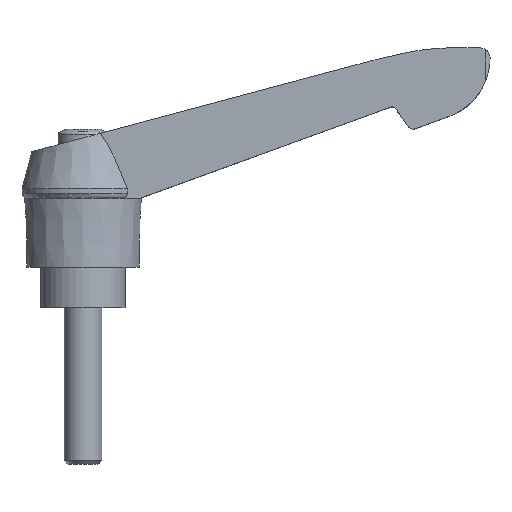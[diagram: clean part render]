
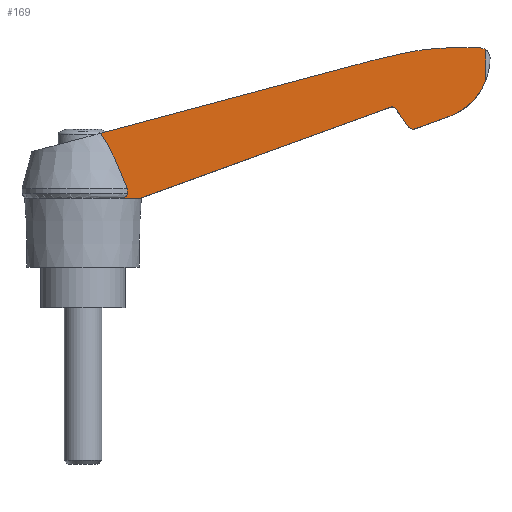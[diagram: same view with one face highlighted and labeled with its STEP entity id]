
A CAD part, top view. The second image highlights one B-rep face of the part: STEP entity #169.
In plain terms, the highlighted planar face has unit normal (0.034, 0, 0.999).
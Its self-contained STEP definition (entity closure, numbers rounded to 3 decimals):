
#169 = ADVANCED_FACE( '', ( #385 ), #386, .F. );
#385 = FACE_OUTER_BOUND( '', #651, .T. );
#386 = PLANE( '', #652 );
#651 = EDGE_LOOP( '', ( #1072, #1073, #1074, #1075, #1076, #1077, #1078, #1079, #1080, #1081, #1082, #1083, #1084, #1085, #1086, #1087 ) );
#652 = AXIS2_PLACEMENT_3D( '', #1088, #1089, #1090 );
#1072 = ORIENTED_EDGE( '', *, *, #1591, .F. );
#1073 = ORIENTED_EDGE( '', *, *, #1729, .T. );
#1074 = ORIENTED_EDGE( '', *, *, #1717, .F. );
#1075 = ORIENTED_EDGE( '', *, *, #1730, .F. );
#1076 = ORIENTED_EDGE( '', *, *, #1637, .T. );
#1077 = ORIENTED_EDGE( '', *, *, #1666, .F. );
#1078 = ORIENTED_EDGE( '', *, *, #1731, .F. );
#1079 = ORIENTED_EDGE( '', *, *, #1732, .F. );
#1080 = ORIENTED_EDGE( '', *, *, #1733, .F. );
#1081 = ORIENTED_EDGE( '', *, *, #1734, .F. );
#1082 = ORIENTED_EDGE( '', *, *, #1686, .F. );
#1083 = ORIENTED_EDGE( '', *, *, #1735, .F. );
#1084 = ORIENTED_EDGE( '', *, *, #1612, .F. );
#1085 = ORIENTED_EDGE( '', *, *, #1702, .F. );
#1086 = ORIENTED_EDGE( '', *, *, #1736, .F. );
#1087 = ORIENTED_EDGE( '', *, *, #1607, .F. );
#1088 = CARTESIAN_POINT( '', ( 0., 46.5, 6.943 ) );
#1089 = DIRECTION( '', ( -0.034, 0., -0.999 ) );
#1090 = DIRECTION( '', ( -0.999, 0., 0.034 ) );
#1591 = EDGE_CURVE( '', #1898, #1900, #1901, .T. );
#1607 = EDGE_CURVE( '', #1900, #1925, #1928, .T. );
#1612 = EDGE_CURVE( '', #1935, #1930, #1937, .T. );
#1637 = EDGE_CURVE( '', #1979, #1977, #1980, .T. );
#1666 = EDGE_CURVE( '', #2025, #1977, #2027, .T. );
#1686 = EDGE_CURVE( '', #2059, #2061, #2062, .T. );
#1702 = EDGE_CURVE( '', #2087, #1935, #2089, .T. );
#1717 = EDGE_CURVE( '', #2112, #2113, #2114, .T. );
#1729 = EDGE_CURVE( '', #1898, #2113, #2132, .T. );
#1730 = EDGE_CURVE( '', #1979, #2112, #2133, .T. );
#1731 = EDGE_CURVE( '', #2134, #2025, #2135, .T. );
#1732 = EDGE_CURVE( '', #2136, #2134, #2137, .T. );
#1733 = EDGE_CURVE( '', #2138, #2136, #2139, .T. );
#1734 = EDGE_CURVE( '', #2061, #2138, #2140, .T. );
#1735 = EDGE_CURVE( '', #1930, #2059, #2141, .T. );
#1736 = EDGE_CURVE( '', #1925, #2087, #2142, .T. );
#1898 = VERTEX_POINT( '', #2357 );
#1900 = VERTEX_POINT( '', #2359 );
#1901 = LINE( '', #2360, #2361 );
#1925 = VERTEX_POINT( '', #2392 );
#1928 = B_SPLINE_CURVE_WITH_KNOTS( '', 3, ( #2404, #2405, #2406, #2407, #2408, #2409, #2410, #2411, #2412, #2413, #2414, #2415 ), .UNSPECIFIED., .F., .F., ( 4, 2, 2, 2, 2, 4 ), ( 0., 0.002, 0.005, 0.007, 0.009, 0.01 ), .UNSPECIFIED. );
#1930 = VERTEX_POINT( '', #2417 );
#1935 = VERTEX_POINT( '', #2423 );
#1937 = ELLIPSE( '', #2426, 35.02, 35. );
#1977 = VERTEX_POINT( '', #2476 );
#1979 = VERTEX_POINT( '', #2479 );
#1980 = ELLIPSE( '', #2480, 0.7, 0.7 );
#2025 = VERTEX_POINT( '', #2547 );
#2027 = LINE( '', #2550, #2551 );
#2059 = VERTEX_POINT( '', #2601 );
#2061 = VERTEX_POINT( '', #2604 );
#2062 = ELLIPSE( '', #2605, 1.601, 1.6 );
#2087 = VERTEX_POINT( '', #2648 );
#2089 = ELLIPSE( '', #2651, 141.08, 141. );
#2112 = VERTEX_POINT( '', #2682 );
#2113 = VERTEX_POINT( '', #2683 );
#2114 = LINE( '', #2684, #2685 );
#2132 = B_SPLINE_CURVE_WITH_KNOTS( '', 3, ( #2722, #2723, #2724, #2725, #2726, #2727 ), .UNSPECIFIED., .F., .F., ( 4, 2, 4 ), ( 0., 0.001, 0.001 ), .UNSPECIFIED. );
#2133 = LINE( '', #2728, #2729 );
#2134 = VERTEX_POINT( '', #2730 );
#2135 = ELLIPSE( '', #2731, 1.001, 1. );
#2136 = VERTEX_POINT( '', #2732 );
#2137 = LINE( '', #2733, #2734 );
#2138 = VERTEX_POINT( '', #2735 );
#2139 = ELLIPSE( '', #2736, 10.006, 10. );
#2140 = LINE( '', #2737, #2738 );
#2141 = ELLIPSE( '', #2739, 35.02, 35. );
#2142 = LINE( '', #2740, #2741 );
#2357 = CARTESIAN_POINT( '', ( 7.079, 18.24, 6.704 ) );
#2359 = CARTESIAN_POINT( '', ( 7.079, 19., 6.704 ) );
#2360 = CARTESIAN_POINT( '', ( 7.079, 55.578, 6.704 ) );
#2361 = VECTOR( '', #3046, 1000. );
#2392 = CARTESIAN_POINT( '', ( 2.77, 27.859, 6.849 ) );
#2404 = CARTESIAN_POINT( '', ( 7.079, 19., 6.704 ) );
#2405 = CARTESIAN_POINT( '', ( 6.787, 19.77, 6.714 ) );
#2406 = CARTESIAN_POINT( '', ( 6.487, 20.537, 6.724 ) );
#2407 = CARTESIAN_POINT( '', ( 5.863, 22.061, 6.745 ) );
#2408 = CARTESIAN_POINT( '', ( 5.539, 22.819, 6.756 ) );
#2409 = CARTESIAN_POINT( '', ( 4.854, 24.317, 6.779 ) );
#2410 = CARTESIAN_POINT( '', ( 4.492, 25.057, 6.791 ) );
#2411 = CARTESIAN_POINT( '', ( 3.899, 26.141, 6.811 ) );
#2412 = CARTESIAN_POINT( '', ( 3.693, 26.497, 6.818 ) );
#2413 = CARTESIAN_POINT( '', ( 3.254, 27.194, 6.833 ) );
#2414 = CARTESIAN_POINT( '', ( 3.022, 27.535, 6.841 ) );
#2415 = CARTESIAN_POINT( '', ( 2.77, 27.859, 6.849 ) );
#2417 = CARTESIAN_POINT( '', ( 59.7, 41.5, 4.929 ) );
#2423 = CARTESIAN_POINT( '', ( 53., 41., 5.155 ) );
#2426 = AXIS2_PLACEMENT_3D( '', #3071, #3072, #3073 );
#2476 = CARTESIAN_POINT( '', ( 49.953, 31.781, 5.258 ) );
#2479 = CARTESIAN_POINT( '', ( 49.14, 32.037, 5.285 ) );
#2480 = AXIS2_PLACEMENT_3D( '', #3109, #3110, #3111 );
#2547 = CARTESIAN_POINT( '', ( 51.927, 28.962, 5.191 ) );
#2550 = CARTESIAN_POINT( '', ( 49.903, 31.852, 5.259 ) );
#2551 = VECTOR( '', #3147, 1000. );
#2601 = CARTESIAN_POINT( '', ( 63.6, 41.487, 4.797 ) );
#2604 = CARTESIAN_POINT( '', ( 64.324, 41.207, 4.773 ) );
#2605 = AXIS2_PLACEMENT_3D( '', #3170, #3171, #3172 );
#2648 = CARTESIAN_POINT( '', ( 43.4, 38.746, 5.479 ) );
#2651 = AXIS2_PLACEMENT_3D( '', #3186, #3187, #3188 );
#2682 = CARTESIAN_POINT( '', ( 9.2, 17.5, 6.633 ) );
#2683 = CARTESIAN_POINT( '', ( 6.456, 17.5, 6.725 ) );
#2684 = CARTESIAN_POINT( '', ( -0.095, 17.5, 6.946 ) );
#2685 = VECTOR( '', #3203, 1000. );
#2722 = CARTESIAN_POINT( '', ( 7.079, 18.24, 6.704 ) );
#2723 = CARTESIAN_POINT( '', ( 7.06, 18.071, 6.705 ) );
#2724 = CARTESIAN_POINT( '', ( 6.979, 17.916, 6.707 ) );
#2725 = CARTESIAN_POINT( '', ( 6.752, 17.666, 6.715 ) );
#2726 = CARTESIAN_POINT( '', ( 6.61, 17.571, 6.72 ) );
#2727 = CARTESIAN_POINT( '', ( 6.456, 17.5, 6.725 ) );
#2728 = CARTESIAN_POINT( '', ( 9.107, 17.466, 6.636 ) );
#2729 = VECTOR( '', #3220, 1000. );
#2730 = CARTESIAN_POINT( '', ( 53.088, 28.596, 5.152 ) );
#2731 = AXIS2_PLACEMENT_3D( '', #3221, #3222, #3223 );
#2732 = CARTESIAN_POINT( '', ( 57.9, 30.347, 4.99 ) );
#2733 = CARTESIAN_POINT( '', ( 52.951, 28.546, 5.156 ) );
#2734 = VECTOR( '', #3224, 1000. );
#2735 = CARTESIAN_POINT( '', ( 64.324, 36.302, 4.773 ) );
#2736 = AXIS2_PLACEMENT_3D( '', #3225, #3226, #3227 );
#2737 = CARTESIAN_POINT( '', ( 64.324, 46.5, 4.773 ) );
#2738 = VECTOR( '', #3228, 1000. );
#2739 = AXIS2_PLACEMENT_3D( '', #3229, #3230, #3231 );
#2740 = CARTESIAN_POINT( '', ( 43.266, 38.71, 5.483 ) );
#2741 = VECTOR( '', #3232, 1000. );
#3046 = DIRECTION( '', ( 0., 1., 0. ) );
#3071 = CARTESIAN_POINT( '', ( 58.943, 6.508, 4.954 ) );
#3072 = DIRECTION( '', ( -0.034, 0., -0.999 ) );
#3073 = DIRECTION( '', ( 0.999, 0., -0.034 ) );
#3109 = CARTESIAN_POINT( '', ( 49.38, 31.379, 5.277 ) );
#3110 = DIRECTION( '', ( -0.034, 0., -0.999 ) );
#3111 = DIRECTION( '', ( 0.999, 0., -0.034 ) );
#3147 = DIRECTION( '', ( -0.573, 0.819, 0.019 ) );
#3170 = CARTESIAN_POINT( '', ( 63.4, 39.9, 4.804 ) );
#3171 = DIRECTION( '', ( -0.034, 0., -0.999 ) );
#3172 = DIRECTION( '', ( 0.999, 0., -0.034 ) );
#3186 = CARTESIAN_POINT( '', ( 80.407, -97.311, 4.23 ) );
#3187 = DIRECTION( '', ( -0.034, 0., -0.999 ) );
#3188 = DIRECTION( '', ( 0.999, 0., -0.034 ) );
#3203 = DIRECTION( '', ( -0.999, 0., 0.034 ) );
#3220 = DIRECTION( '', ( -0.939, -0.342, 0.032 ) );
#3221 = CARTESIAN_POINT( '', ( 52.746, 29.535, 5.163 ) );
#3222 = DIRECTION( '', ( -0.034, 0., -0.999 ) );
#3223 = DIRECTION( '', ( 0.999, 0., -0.034 ) );
#3224 = DIRECTION( '', ( -0.939, -0.342, 0.032 ) );
#3225 = CARTESIAN_POINT( '', ( 55., 39.917, 5.087 ) );
#3226 = DIRECTION( '', ( -0.034, 0., -0.999 ) );
#3227 = DIRECTION( '', ( 0.999, 0., -0.034 ) );
#3228 = DIRECTION( '', ( 0., -1., 0. ) );
#3229 = CARTESIAN_POINT( '', ( 61.538, 6.548, 4.867 ) );
#3230 = DIRECTION( '', ( -0.034, 0., -0.999 ) );
#3231 = DIRECTION( '', ( 0.999, 0., -0.034 ) );
#3232 = DIRECTION( '', ( 0.965, 0.259, -0.033 ) );
